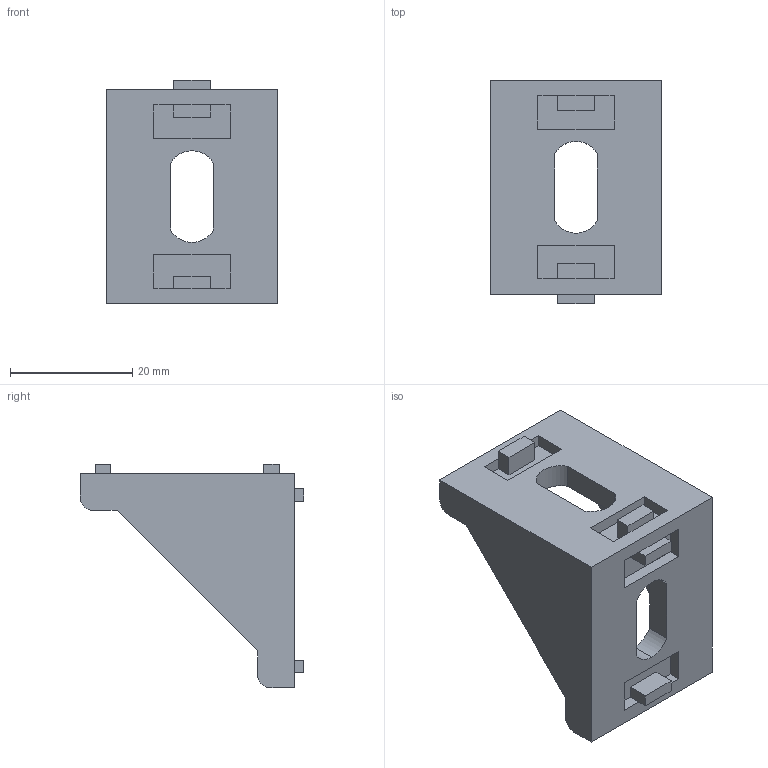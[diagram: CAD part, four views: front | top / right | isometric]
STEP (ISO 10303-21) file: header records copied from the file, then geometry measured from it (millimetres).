
FILE_DESCRIPTION (( 'STEP AP203' ), '1' );
FILE_NAME ('CT3030.STEP', '2018-04-03T10:50:10', ( 'User2' ), ( '' ), 'SwSTEP 2.0', 'SolidWorks 2007', '' );
FILE_SCHEMA (( 'CONFIG_CONTROL_DESIGN' ));
Length unit declared in the file: millimetre
Products named in the file (1): CT3030
Bounding box: 28 x 36.5 x 36.5 mm (x, y, z)
Volume: 8553.8 mm3; surface area: 6234.7 mm2
Topology: 1 solids, 1 shells, 73 faces, 189 edges, 122 vertices
Faces by surface type: plane 64, cylinder 9
Entity records: 2270 total; most frequent: CARTESIAN_POINT 385, ORIENTED_EDGE 378, DIRECTION 355, EDGE_CURVE 189, LINE 171, VECTOR 171, VERTEX_POINT 122, AXIS2_PLACEMENT_3D 92
